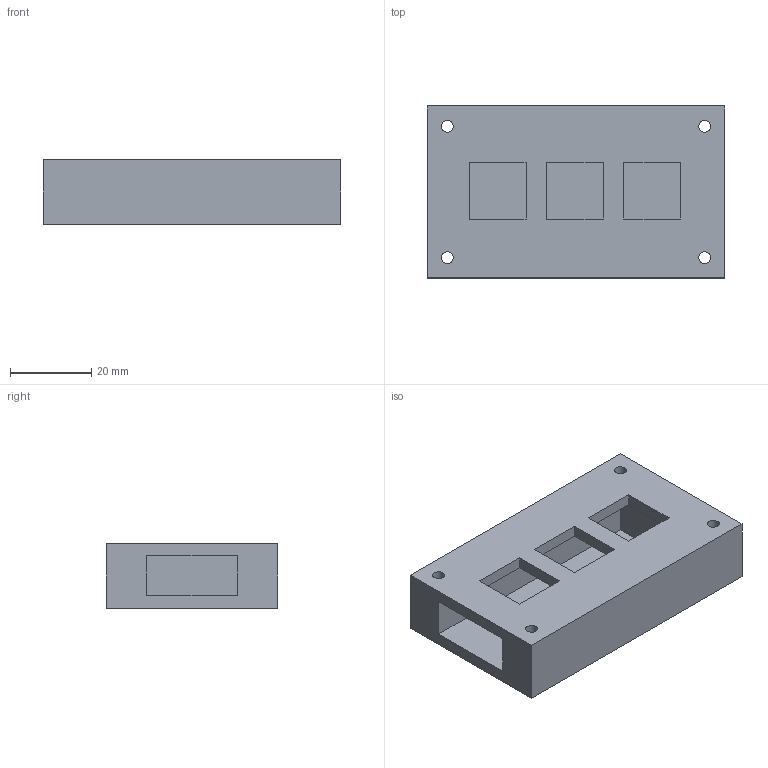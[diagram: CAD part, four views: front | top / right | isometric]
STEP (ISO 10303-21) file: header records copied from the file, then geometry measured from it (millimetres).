
FILE_DESCRIPTION(/* description */ (''),/* implementation_level */ '2;1');
FILE_NAME(/* name */ 'fusion.step',/* time_stamp */ '2026-02-12T16:59:17-08:00',/* author */ (''),/* organization */ (''),/* preprocessor_version */ 'ST-DEVELOPER v20.1',/* originating_system */ 'Autodesk Translation Framework v14.24.0.0',/* authorisation */ '');
FILE_SCHEMA (('AUTOMOTIVE_DESIGN { 1 0 10303 214 3 1 1 }'));
Length unit declared in the file: millimetre
Products named in the file (1): 2026-02-12-21-44-41-572
Bounding box: 73.4 x 42.4 x 16 mm (x, y, z)
Volume: 33454.9 mm3; surface area: 13901.9 mm2
Topology: 1 solids, 1 shells, 29 faces, 78 edges, 52 vertices
Faces by surface type: plane 25, cylinder 4
Full cylindrical faces by diameter (mm): 2.9 x4
Entity records: 961 total; most frequent: CARTESIAN_POINT 160, ORIENTED_EDGE 156, DIRECTION 146, EDGE_CURVE 78, LINE 70, VECTOR 70, VERTEX_POINT 52, EDGE_LOOP 44
